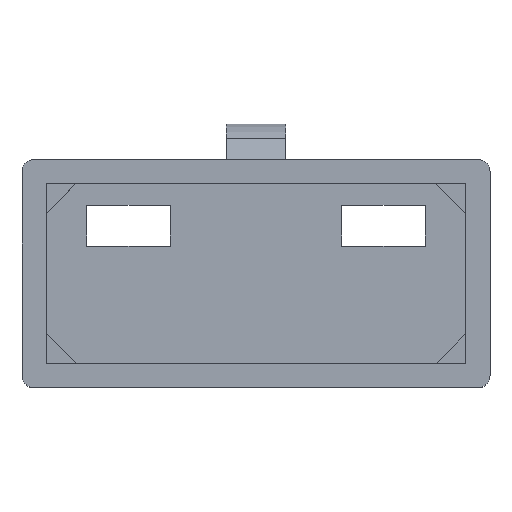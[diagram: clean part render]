
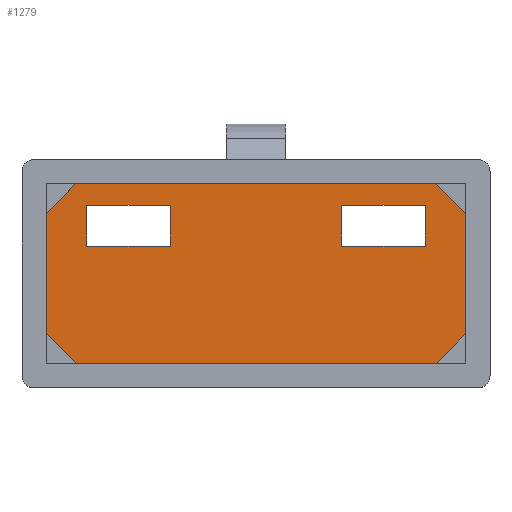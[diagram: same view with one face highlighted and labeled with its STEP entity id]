
A CAD part, top view. The second image highlights one B-rep face of the part: STEP entity #1279.
In plain terms, the highlighted planar face has unit normal (0, 0, 1).
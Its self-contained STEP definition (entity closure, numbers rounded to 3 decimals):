
#26=FACE_BOUND('',#226,.T.);
#27=FACE_BOUND('',#227,.T.);
#53=PLANE('',#1398);
#148=FACE_OUTER_BOUND('',#225,.T.);
#225=EDGE_LOOP('',(#1097,#1098,#1099,#1100));
#226=EDGE_LOOP('',(#1101,#1102,#1103,#1104));
#227=EDGE_LOOP('',(#1105,#1106,#1107,#1108));
#312=LINE('',#2254,#443);
#315=LINE('',#2259,#446);
#321=LINE('',#2280,#452);
#324=LINE('',#2285,#455);
#325=LINE('',#2288,#456);
#327=LINE('',#2291,#458);
#328=LINE('',#2294,#459);
#330=LINE('',#2297,#461);
#331=LINE('',#2301,#462);
#332=LINE('',#2303,#463);
#333=LINE('',#2305,#464);
#334=LINE('',#2306,#465);
#443=VECTOR('',#1631,10.);
#446=VECTOR('',#1636,10.);
#452=VECTOR('',#1660,10.);
#455=VECTOR('',#1665,10.);
#456=VECTOR('',#1668,10.);
#458=VECTOR('',#1672,10.);
#459=VECTOR('',#1675,10.);
#461=VECTOR('',#1679,10.);
#462=VECTOR('',#1682,10.);
#463=VECTOR('',#1683,10.);
#464=VECTOR('',#1684,10.);
#465=VECTOR('',#1685,10.);
#608=VERTEX_POINT('',#2251);
#609=VERTEX_POINT('',#2253);
#610=VERTEX_POINT('',#2257);
#615=VERTEX_POINT('',#2277);
#616=VERTEX_POINT('',#2279);
#617=VERTEX_POINT('',#2283);
#618=VERTEX_POINT('',#2287);
#619=VERTEX_POINT('',#2293);
#620=VERTEX_POINT('',#2299);
#621=VERTEX_POINT('',#2300);
#622=VERTEX_POINT('',#2302);
#623=VERTEX_POINT('',#2304);
#764=EDGE_CURVE('',#609,#608,#312,.T.);
#767=EDGE_CURVE('',#608,#610,#315,.T.);
#777=EDGE_CURVE('',#616,#615,#321,.T.);
#780=EDGE_CURVE('',#615,#617,#324,.T.);
#781=EDGE_CURVE('',#618,#616,#325,.T.);
#783=EDGE_CURVE('',#617,#618,#327,.T.);
#784=EDGE_CURVE('',#619,#609,#328,.T.);
#786=EDGE_CURVE('',#610,#619,#330,.T.);
#787=EDGE_CURVE('',#620,#621,#331,.T.);
#788=EDGE_CURVE('',#622,#620,#332,.T.);
#789=EDGE_CURVE('',#623,#622,#333,.T.);
#790=EDGE_CURVE('',#621,#623,#334,.T.);
#1097=ORIENTED_EDGE('',*,*,#787,.F.);
#1098=ORIENTED_EDGE('',*,*,#788,.F.);
#1099=ORIENTED_EDGE('',*,*,#789,.F.);
#1100=ORIENTED_EDGE('',*,*,#790,.F.);
#1101=ORIENTED_EDGE('',*,*,#767,.T.);
#1102=ORIENTED_EDGE('',*,*,#786,.T.);
#1103=ORIENTED_EDGE('',*,*,#784,.T.);
#1104=ORIENTED_EDGE('',*,*,#764,.T.);
#1105=ORIENTED_EDGE('',*,*,#777,.T.);
#1106=ORIENTED_EDGE('',*,*,#780,.T.);
#1107=ORIENTED_EDGE('',*,*,#783,.T.);
#1108=ORIENTED_EDGE('',*,*,#781,.T.);
#1279=ADVANCED_FACE('',(#148,#26,#27),#53,.T.);
#1398=AXIS2_PLACEMENT_3D('',#2298,#1680,#1681);
#1631=DIRECTION('',(1.,0.,0.));
#1636=DIRECTION('',(0.,-1.,0.));
#1660=DIRECTION('',(1.,0.,0.));
#1665=DIRECTION('',(0.,-1.,0.));
#1668=DIRECTION('',(0.,1.,0.));
#1672=DIRECTION('',(-1.,0.,0.));
#1675=DIRECTION('',(0.,1.,0.));
#1679=DIRECTION('',(-1.,0.,0.));
#1680=DIRECTION('center_axis',(0.,0.,1.));
#1681=DIRECTION('ref_axis',(1.,0.,0.));
#1682=DIRECTION('',(-1.,0.,0.));
#1683=DIRECTION('',(0.,-1.,0.));
#1684=DIRECTION('',(1.,0.,0.));
#1685=DIRECTION('',(0.,1.,0.));
#2251=CARTESIAN_POINT('',(14.1,-1.8,-4.));
#2253=CARTESIAN_POINT('',(7.15,-1.8,-4.));
#2254=CARTESIAN_POINT('',(14.1,-1.8,-4.));
#2257=CARTESIAN_POINT('',(14.1,-5.2,-4.));
#2259=CARTESIAN_POINT('',(14.1,-5.2,-4.));
#2277=CARTESIAN_POINT('',(-7.15,-1.8,-4.));
#2279=CARTESIAN_POINT('',(-14.1,-1.8,-4.));
#2280=CARTESIAN_POINT('',(-7.15,-1.8,-4.));
#2283=CARTESIAN_POINT('',(-7.15,-5.2,-4.));
#2285=CARTESIAN_POINT('',(-7.15,-5.2,-4.));
#2287=CARTESIAN_POINT('',(-14.1,-5.2,-4.));
#2288=CARTESIAN_POINT('',(-14.1,-1.8,-4.));
#2291=CARTESIAN_POINT('',(-14.1,-5.2,-4.));
#2293=CARTESIAN_POINT('',(7.15,-5.2,-4.));
#2294=CARTESIAN_POINT('',(7.15,-1.8,-4.));
#2297=CARTESIAN_POINT('',(7.15,-5.2,-4.));
#2298=CARTESIAN_POINT('Origin',(0.,-7.5,-4.));
#2299=CARTESIAN_POINT('',(17.5,-15.,-4.));
#2300=CARTESIAN_POINT('',(-17.5,-15.,-4.));
#2301=CARTESIAN_POINT('',(8.75,-15.,-4.));
#2302=CARTESIAN_POINT('',(17.5,0.,-4.));
#2303=CARTESIAN_POINT('',(17.5,-3.75,-4.));
#2304=CARTESIAN_POINT('',(-17.5,0.,-4.));
#2305=CARTESIAN_POINT('',(-8.75,0.,-4.));
#2306=CARTESIAN_POINT('',(-17.5,-11.25,-4.));
